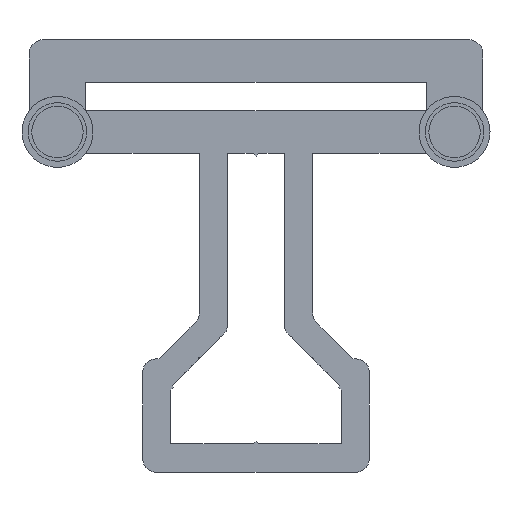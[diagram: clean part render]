
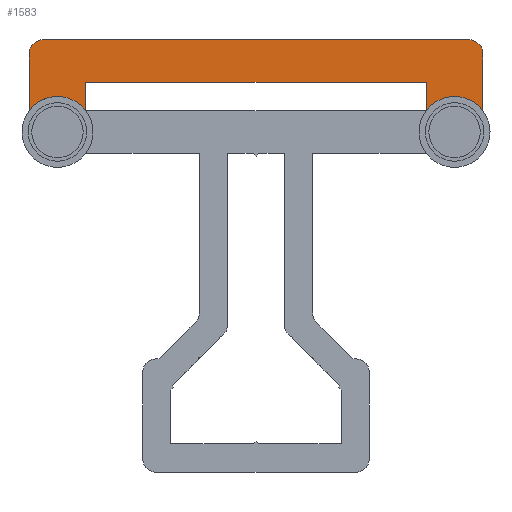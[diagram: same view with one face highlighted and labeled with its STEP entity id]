
A CAD part, front view. The second image highlights one B-rep face of the part: STEP entity #1583.
In plain terms, the highlighted planar face has unit normal (0, -1, 0).
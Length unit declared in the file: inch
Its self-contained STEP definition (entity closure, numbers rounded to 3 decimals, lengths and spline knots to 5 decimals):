
#35=CIRCLE('',#1701,0.25);
#36=CIRCLE('',#1704,0.625);
#37=CIRCLE('',#1705,0.625);
#38=CIRCLE('',#1706,0.625);
#39=CIRCLE('',#1707,0.625);
#40=CIRCLE('',#1708,0.25);
#129=FACE_OUTER_BOUND('',#220,.T.);
#220=EDGE_LOOP('',(#1089,#1090,#1091,#1092,#1093,#1094,#1095,#1096,#1097,
#1098,#1099,#1100));
#319=LINE('',#2366,#493);
#322=LINE('',#2372,#496);
#323=LINE('',#2378,#497);
#324=LINE('',#2380,#498);
#325=LINE('',#2382,#499);
#326=LINE('',#2388,#500);
#493=VECTOR('',#1897,0.3937);
#496=VECTOR('',#1902,0.3937);
#497=VECTOR('',#1907,0.3937);
#498=VECTOR('',#1908,0.3937);
#499=VECTOR('',#1909,0.3937);
#500=VECTOR('',#1914,0.3937);
#667=VERTEX_POINT('',#2359);
#668=VERTEX_POINT('',#2361);
#669=VERTEX_POINT('',#2365);
#671=VERTEX_POINT('',#2371);
#672=VERTEX_POINT('',#2373);
#673=VERTEX_POINT('',#2375);
#674=VERTEX_POINT('',#2377);
#675=VERTEX_POINT('',#2379);
#676=VERTEX_POINT('',#2381);
#677=VERTEX_POINT('',#2383);
#678=VERTEX_POINT('',#2385);
#679=VERTEX_POINT('',#2387);
#831=EDGE_CURVE('',#667,#668,#35,.T.);
#833=EDGE_CURVE('',#668,#669,#319,.T.);
#836=EDGE_CURVE('',#671,#667,#322,.T.);
#837=EDGE_CURVE('',#671,#672,#36,.T.);
#838=EDGE_CURVE('',#673,#672,#37,.T.);
#839=EDGE_CURVE('',#674,#673,#323,.T.);
#840=EDGE_CURVE('',#675,#674,#324,.T.);
#841=EDGE_CURVE('',#676,#675,#325,.T.);
#842=EDGE_CURVE('',#677,#676,#38,.T.);
#843=EDGE_CURVE('',#677,#678,#39,.T.);
#844=EDGE_CURVE('',#679,#678,#326,.T.);
#845=EDGE_CURVE('',#669,#679,#40,.T.);
#1089=ORIENTED_EDGE('',*,*,#831,.F.);
#1090=ORIENTED_EDGE('',*,*,#836,.F.);
#1091=ORIENTED_EDGE('',*,*,#837,.T.);
#1092=ORIENTED_EDGE('',*,*,#838,.F.);
#1093=ORIENTED_EDGE('',*,*,#839,.F.);
#1094=ORIENTED_EDGE('',*,*,#840,.F.);
#1095=ORIENTED_EDGE('',*,*,#841,.F.);
#1096=ORIENTED_EDGE('',*,*,#842,.F.);
#1097=ORIENTED_EDGE('',*,*,#843,.T.);
#1098=ORIENTED_EDGE('',*,*,#844,.F.);
#1099=ORIENTED_EDGE('',*,*,#845,.F.);
#1100=ORIENTED_EDGE('',*,*,#833,.F.);
#1517=PLANE('',#1703);
#1583=ADVANCED_FACE('',(#129),#1517,.F.);
#1701=AXIS2_PLACEMENT_3D('',#2362,#1892,#1893);
#1703=AXIS2_PLACEMENT_3D('',#2370,#1900,#1901);
#1704=AXIS2_PLACEMENT_3D('',#2374,#1903,#1904);
#1705=AXIS2_PLACEMENT_3D('',#2376,#1905,#1906);
#1706=AXIS2_PLACEMENT_3D('',#2384,#1910,#1911);
#1707=AXIS2_PLACEMENT_3D('',#2386,#1912,#1913);
#1708=AXIS2_PLACEMENT_3D('',#2389,#1915,#1916);
#1892=DIRECTION('center_axis',(0.,1.,0.));
#1893=DIRECTION('ref_axis',(-0.707,0.,0.707));
#1897=DIRECTION('',(1.,0.,0.));
#1900=DIRECTION('center_axis',(0.,1.,0.));
#1901=DIRECTION('ref_axis',(0.,0.,1.));
#1902=DIRECTION('',(0.,0.,1.));
#1903=DIRECTION('center_axis',(0.,1.,0.));
#1904=DIRECTION('ref_axis',(1.,0.,0.));
#1905=DIRECTION('center_axis',(0.,-1.,0.));
#1906=DIRECTION('ref_axis',(1.,0.,0.));
#1907=DIRECTION('',(0.,0.,-1.));
#1908=DIRECTION('',(-1.,0.,0.));
#1909=DIRECTION('',(0.,0.,1.));
#1910=DIRECTION('center_axis',(0.,-1.,0.));
#1911=DIRECTION('ref_axis',(1.,0.,0.));
#1912=DIRECTION('center_axis',(0.,1.,0.));
#1913=DIRECTION('ref_axis',(1.,0.,0.));
#1914=DIRECTION('',(0.,0.,-1.));
#1915=DIRECTION('center_axis',(0.,1.,0.));
#1916=DIRECTION('ref_axis',(0.707,0.,0.707));
#2359=CARTESIAN_POINT('',(-3.99983,0.,1.37499));
#2361=CARTESIAN_POINT('',(-3.74983,0.,1.62499));
#2362=CARTESIAN_POINT('Origin',(-3.74983,0.,1.37499));
#2365=CARTESIAN_POINT('',(3.74985,0.,1.62499));
#2366=CARTESIAN_POINT('',(-3.99983,0.,1.62499));
#2370=CARTESIAN_POINT('Origin',(0.00001,0.,0.99999));
#2371=CARTESIAN_POINT('',(-3.99983,0.,0.37522));
#2372=CARTESIAN_POINT('',(-3.99983,0.,0.37499));
#2373=CARTESIAN_POINT('',(-3.4549,0.,0.62337));
#2374=CARTESIAN_POINT('Origin',(-3.5,0.,0.));
#2375=CARTESIAN_POINT('',(-2.99996,0.,0.37516));
#2376=CARTESIAN_POINT('Origin',(-3.49983,0.,-0.00001));
#2377=CARTESIAN_POINT('',(-2.99996,0.,0.87516));
#2378=CARTESIAN_POINT('',(-2.99996,0.,0.87516));
#2379=CARTESIAN_POINT('',(2.99998,0.,0.87516));
#2380=CARTESIAN_POINT('',(2.99998,0.,0.87516));
#2381=CARTESIAN_POINT('',(2.99998,0.,0.37516));
#2382=CARTESIAN_POINT('',(2.99998,0.,0.37516));
#2383=CARTESIAN_POINT('',(3.44929,0.,0.62294));
#2384=CARTESIAN_POINT('Origin',(3.49985,0.,-0.00001));
#2385=CARTESIAN_POINT('',(3.99985,0.,0.3752));
#2386=CARTESIAN_POINT('Origin',(3.5,0.,0.));
#2387=CARTESIAN_POINT('',(3.99985,0.,1.37499));
#2388=CARTESIAN_POINT('',(3.99985,0.,1.62499));
#2389=CARTESIAN_POINT('Origin',(3.74985,0.,1.37499));
